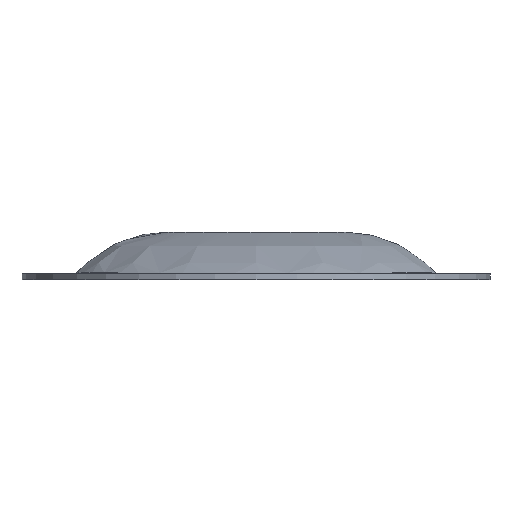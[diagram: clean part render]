
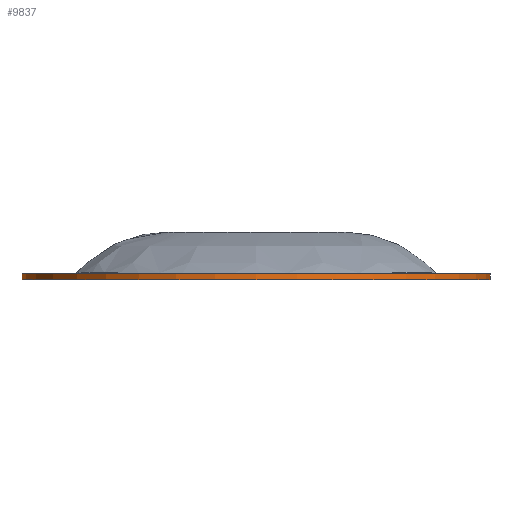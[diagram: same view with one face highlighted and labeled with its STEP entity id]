
A CAD part, left-side view. The second image highlights one B-rep face of the part: STEP entity #9837.
In plain terms, the highlighted cylindrical face has radius 79.5 mm (diameter 159 mm), a partial arc.
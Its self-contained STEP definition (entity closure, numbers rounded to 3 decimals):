
#1386=FACE_OUTER_BOUND('',#1961,.T.);
#1961=EDGE_LOOP('',(#8800,#8801,#8802,#8803));
#2918=LINE('',#19175,#3875);
#2919=LINE('',#19177,#3876);
#3875=VECTOR('',#12000,10.);
#3876=VECTOR('',#12003,10.);
#3924=CIRCLE('',#10244,79.5);
#3928=CIRCLE('',#10249,79.5);
#4811=VERTEX_POINT('',#18360);
#4814=VERTEX_POINT('',#18365);
#4819=VERTEX_POINT('',#19165);
#4820=VERTEX_POINT('',#19167);
#6137=EDGE_CURVE('',#4814,#4811,#3924,.T.);
#6144=EDGE_CURVE('',#4820,#4819,#3928,.T.);
#6148=EDGE_CURVE('',#4814,#4820,#2918,.T.);
#6149=EDGE_CURVE('',#4811,#4819,#2919,.T.);
#8800=ORIENTED_EDGE('',*,*,#6144,.T.);
#8801=ORIENTED_EDGE('',*,*,#6149,.F.);
#8802=ORIENTED_EDGE('',*,*,#6137,.F.);
#8803=ORIENTED_EDGE('',*,*,#6148,.T.);
#8831=CYLINDRICAL_SURFACE('',#10253,79.5);
#9837=ADVANCED_FACE('',(#1386),#8831,.T.);
#10244=AXIS2_PLACEMENT_3D('',#18367,#11978,#11979);
#10249=AXIS2_PLACEMENT_3D('',#19168,#11989,#11990);
#10253=AXIS2_PLACEMENT_3D('',#19176,#12001,#12002);
#11978=DIRECTION('center_axis',(0.,0.,-1.));
#11979=DIRECTION('ref_axis',(0.,-1.,0.));
#11989=DIRECTION('center_axis',(0.,0.,-1.));
#11990=DIRECTION('ref_axis',(0.,-1.,0.));
#12000=DIRECTION('',(0.,0.,1.));
#12001=DIRECTION('center_axis',(0.,0.,1.));
#12002=DIRECTION('ref_axis',(0.,-1.,0.));
#12003=DIRECTION('',(0.,0.,1.));
#18360=CARTESIAN_POINT('',(-110.5,79.5,0.));
#18365=CARTESIAN_POINT('',(-110.5,-79.5,0.));
#18367=CARTESIAN_POINT('Origin',(-110.5,0.,0.));
#19165=CARTESIAN_POINT('',(-110.5,79.5,2.));
#19167=CARTESIAN_POINT('',(-110.5,-79.5,2.));
#19168=CARTESIAN_POINT('Origin',(-110.5,0.,2.));
#19175=CARTESIAN_POINT('',(-110.5,-79.5,0.));
#19176=CARTESIAN_POINT('Origin',(-110.5,0.,0.));
#19177=CARTESIAN_POINT('',(-110.5,79.5,0.));
